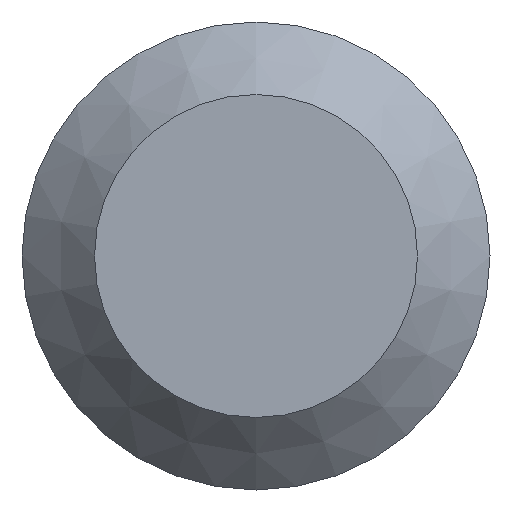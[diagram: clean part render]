
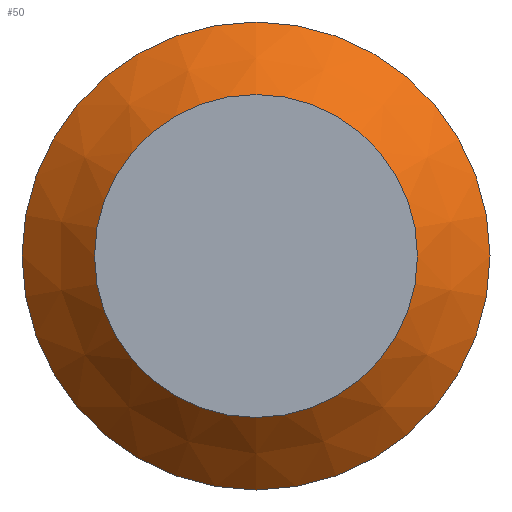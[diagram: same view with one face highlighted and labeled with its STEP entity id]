
A CAD part, left-side view. The second image highlights one B-rep face of the part: STEP entity #50.
In plain terms, the highlighted conical face has half-angle 45 degrees and reference radius 6.9 mm.
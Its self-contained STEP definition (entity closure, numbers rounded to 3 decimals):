
#50 = ADVANCED_FACE( '', ( #101, #102 ), #103, .T. );
#101 = FACE_OUTER_BOUND( '', #146, .T. );
#102 = FACE_BOUND( '', #147, .T. );
#103 = CONICAL_SURFACE( '', #148, 6.9, 0.785 );
#146 = EDGE_LOOP( '', ( #201 ) );
#147 = EDGE_LOOP( '', ( #202 ) );
#148 = AXIS2_PLACEMENT_3D( '', #203, #204, #205 );
#201 = ORIENTED_EDGE( '', *, *, #229, .F. );
#202 = ORIENTED_EDGE( '', *, *, #226, .T. );
#203 = CARTESIAN_POINT( '', ( 0., 0., 0. ) );
#204 = DIRECTION( '', ( 1., 0., 0. ) );
#205 = DIRECTION( '', ( 0., 0., -1. ) );
#226 = EDGE_CURVE( '', #252, #252, #253, .T. );
#229 = EDGE_CURVE( '', #256, #256, #257, .T. );
#252 = VERTEX_POINT( '', #280 );
#253 = CIRCLE( '', #281, 6.9 );
#256 = VERTEX_POINT( '', #284 );
#257 = CIRCLE( '', #285, 10. );
#280 = CARTESIAN_POINT( '', ( 0., 0., -6.9 ) );
#281 = AXIS2_PLACEMENT_3D( '', #308, #309, #310 );
#284 = CARTESIAN_POINT( '', ( 3.1, 0., -10. ) );
#285 = AXIS2_PLACEMENT_3D( '', #311, #312, #313 );
#308 = CARTESIAN_POINT( '', ( 0., 0., 0. ) );
#309 = DIRECTION( '', ( 1., 0., 0. ) );
#310 = DIRECTION( '', ( 0., 0., -1. ) );
#311 = CARTESIAN_POINT( '', ( 3.1, 0., 0. ) );
#312 = DIRECTION( '', ( 1., 0., 0. ) );
#313 = DIRECTION( '', ( 0., 0., -1. ) );
